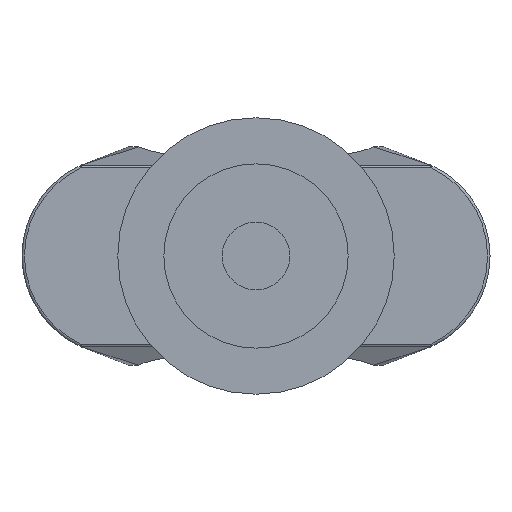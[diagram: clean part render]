
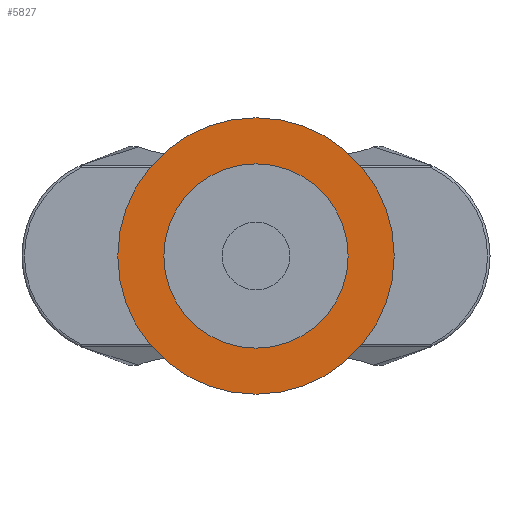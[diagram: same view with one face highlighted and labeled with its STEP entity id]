
A CAD part, front view. The second image highlights one B-rep face of the part: STEP entity #5827.
In plain terms, the highlighted planar face has unit normal (0, -1, 0).
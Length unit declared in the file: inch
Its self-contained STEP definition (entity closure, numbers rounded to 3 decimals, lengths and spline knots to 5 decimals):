
#184 = EDGE_LOOP ( 'NONE', ( #845, #5256 ) ) ;
#502 = AXIS2_PLACEMENT_3D ( 'NONE', #2144, #1660, #2189 ) ;
#605 = CIRCLE ( 'NONE', #502, 0.57 ) ;
#640 = CARTESIAN_POINT ( 'NONE',  ( -0.38, -1.27748, 0. ) ) ;
#743 = EDGE_CURVE ( 'NONE', #5265, #4379, #5530, .T. ) ;
#841 = EDGE_CURVE ( 'NONE', #1714, #1385, #605, .T. ) ;
#845 = ORIENTED_EDGE ( 'NONE', *, *, #5723, .F. ) ;
#1073 = ORIENTED_EDGE ( 'NONE', *, *, #4422, .T. ) ;
#1090 = DIRECTION ( 'NONE',  ( 0., 1., 0. ) ) ;
#1385 = VERTEX_POINT ( 'NONE', #5502 ) ;
#1515 = CARTESIAN_POINT ( 'NONE',  ( 0., -1.27748, 0. ) ) ;
#1576 = PLANE ( 'NONE',  #1992 ) ;
#1592 = DIRECTION ( 'NONE',  ( 0., -1., 0. ) ) ;
#1644 = AXIS2_PLACEMENT_3D ( 'NONE', #3840, #1090, #5220 ) ;
#1660 = DIRECTION ( 'NONE',  ( 0., 1., 0. ) ) ;
#1676 = CIRCLE ( 'NONE', #2169, 0.38 ) ;
#1714 = VERTEX_POINT ( 'NONE', #4486 ) ;
#1992 = AXIS2_PLACEMENT_3D ( 'NONE', #640, #1592, #5200 ) ;
#2030 = CARTESIAN_POINT ( 'NONE',  ( 0.38, -1.27748, 0. ) ) ;
#2144 = CARTESIAN_POINT ( 'NONE',  ( 0., -1.27748, 0. ) ) ;
#2169 = AXIS2_PLACEMENT_3D ( 'NONE', #3696, #3219, #4149 ) ;
#2189 = DIRECTION ( 'NONE',  ( -1., 0., 0. ) ) ;
#2556 = EDGE_LOOP ( 'NONE', ( #1073, #4343 ) ) ;
#2948 = DIRECTION ( 'NONE',  ( 0., 1., 0. ) ) ;
#3219 = DIRECTION ( 'NONE',  ( 0., 1., 0. ) ) ;
#3418 = DIRECTION ( 'NONE',  ( -1., 0., 0. ) ) ;
#3696 = CARTESIAN_POINT ( 'NONE',  ( 0., -1.27748, 0. ) ) ;
#3840 = CARTESIAN_POINT ( 'NONE',  ( 0., -1.27748, 0. ) ) ;
#3875 = CIRCLE ( 'NONE', #5235, 0.57 ) ;
#4149 = DIRECTION ( 'NONE',  ( -1., 0., 0. ) ) ;
#4343 = ORIENTED_EDGE ( 'NONE', *, *, #743, .T. ) ;
#4379 = VERTEX_POINT ( 'NONE', #5024 ) ;
#4422 = EDGE_CURVE ( 'NONE', #4379, #5265, #1676, .T. ) ;
#4445 = FACE_OUTER_BOUND ( 'NONE', #184, .T. ) ;
#4486 = CARTESIAN_POINT ( 'NONE',  ( 0.57, -1.27748, 0. ) ) ;
#4925 = FACE_BOUND ( 'NONE', #2556, .T. ) ;
#5024 = CARTESIAN_POINT ( 'NONE',  ( -0.38, -1.27748, 0. ) ) ;
#5200 = DIRECTION ( 'NONE',  ( 1., 0., 0. ) ) ;
#5220 = DIRECTION ( 'NONE',  ( -1., 0., 0. ) ) ;
#5235 = AXIS2_PLACEMENT_3D ( 'NONE', #1515, #2948, #3418 ) ;
#5256 = ORIENTED_EDGE ( 'NONE', *, *, #841, .F. ) ;
#5265 = VERTEX_POINT ( 'NONE', #2030 ) ;
#5502 = CARTESIAN_POINT ( 'NONE',  ( -0.57, -1.27748, 0. ) ) ;
#5530 = CIRCLE ( 'NONE', #1644, 0.38 ) ;
#5723 = EDGE_CURVE ( 'NONE', #1385, #1714, #3875, .T. ) ;
#5827 = ADVANCED_FACE ( 'NONE', ( #4925, #4445 ), #1576, .T. ) ;
